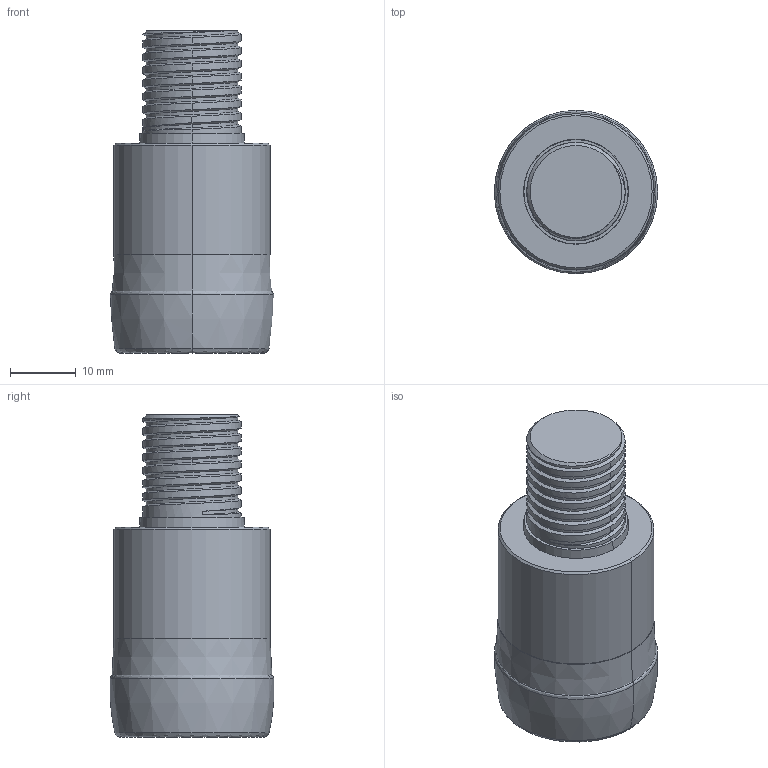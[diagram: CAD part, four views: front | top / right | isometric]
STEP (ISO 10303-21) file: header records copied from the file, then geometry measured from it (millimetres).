
FILE_DESCRIPTION((''),'2;1');
FILE_NAME('12L8J025032TUR00','2020-11-17T',('braach'),(''),'CREO PARAMETRIC BY PTC INC, 2017020','CREO PARAMETRIC BY PTC INC, 2017020','');
FILE_SCHEMA(('AUTOMOTIVE_DESIGN { 1 0 10303 214 1 1 1 1 }'));
Length unit declared in the file: millimetre
Products named in the file (3): NOCUT; CUT; 12L8J025032TUR00
Assembly tree (2 placements, depth 2):
  12L8J025032TUR00
    NOCUT
    CUT
Bounding box: 24.91 x 24.91 x 49.1 mm (x, y, z)
Volume: 19979.9 mm3; surface area: 5865.3 mm2
Topology: 2 solids, 2 shells, 65 faces, 143 edges, 82 vertices
Faces by surface type: cylinder 17, cone 15, revolution 12, bspline 9, torus 8, plane 4
Entity records: 8615 total; most frequent: CARTESIAN_POINT 5422, ORIENTED_EDGE 286, DIRECTION 284, PROPERTY_DEFINITION 185, REPRESENTATION 183, PROPERTY_DEFINITION_REPRESENTATION 183, PRESENTATION_STYLE_ASSIGNMENT 161, STYLED_ITEM 161
